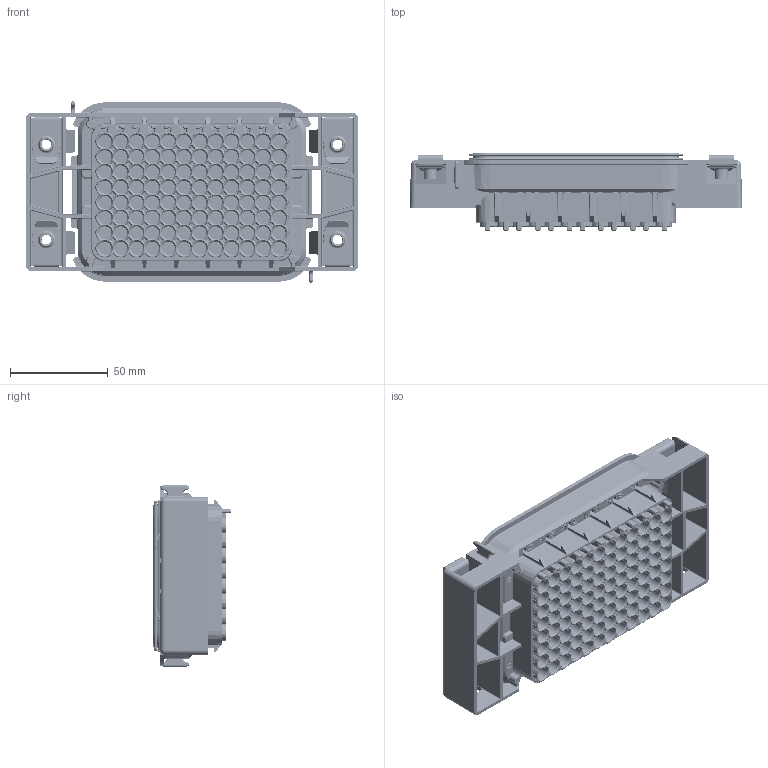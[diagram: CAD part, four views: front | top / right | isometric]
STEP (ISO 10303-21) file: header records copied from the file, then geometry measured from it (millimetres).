
FILE_DESCRIPTION((''),'2;1');
FILE_NAME('SC42-2036A-A001_NCF_SW0001','2025-06-12T12:43:37',('20077268'),(''),'CREO PARAMETRIC BY PTC INC, 2024014','CREO PARAMETRIC BY PTC INC, 2024014','');
FILE_SCHEMA(('CONFIG_CONTROL_DESIGN'));
Products named in the file (1): SC42-2036A-A001_NCF_SW0001
Bounding box: 169.86 x 39.5 x 92.7 mm (x, y, z)
Volume: 228451.2 mm3; surface area: 149630.8 mm2
Topology: 5 solids, 5 shells, 9532 faces, 22714 edges, 13433 vertices
Faces by surface type: cylinder 2966, plane 2301, cone 1448, torus 1310, extrusion 671, sphere 476, bspline 360
Entity records: 308388 total; most frequent: CARTESIAN_POINT 91839, ORIENTED_EDGE 45428, DIRECTION 45182, EDGE_CURVE 22714, AXIS2_PLACEMENT_3D 17263, VERTEX_POINT 13433, VECTOR 10656, LINE 9985
